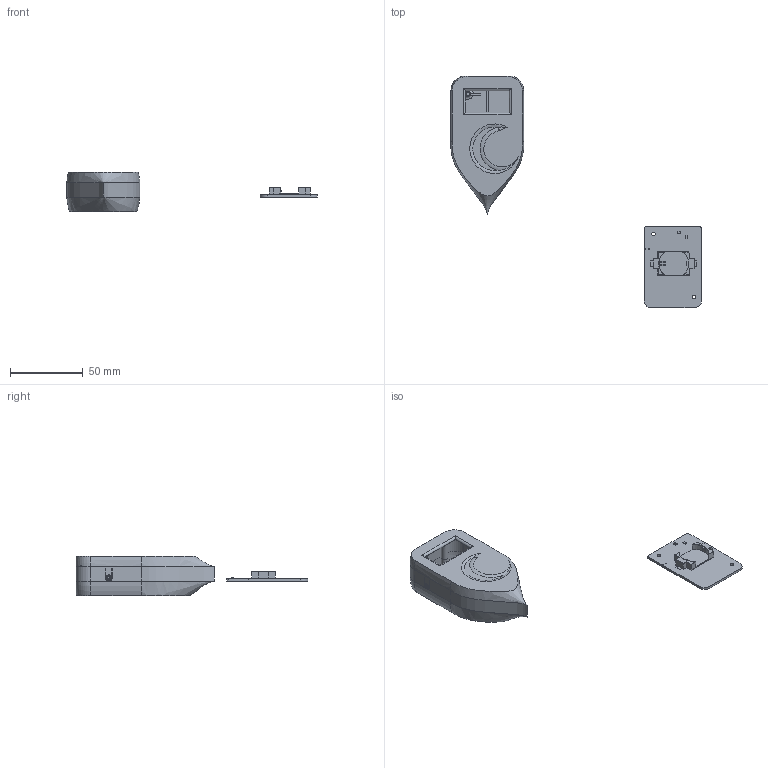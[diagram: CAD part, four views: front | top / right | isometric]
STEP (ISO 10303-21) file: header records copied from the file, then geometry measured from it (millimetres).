
FILE_DESCRIPTION(/* description */ ('','CAx-IF Rec.Pracs.---Representation and Presentation of Product Manufacturing Information (PMI)---4.0---2014-10-13'),/* implementation_level */ '2;1');
FILE_NAME(/* name */ 'Enclosure Lab v3.step',/* time_stamp */ '2025-02-25T20:29:56-08:00',/* author */ (''),/* organization */ (''),/* preprocessor_version */ 'ST-DEVELOPER v20',/* originating_system */ 'Autodesk Translation Framework v13.20.0.188',/* authorisation */ '');
FILE_SCHEMA (('AP242_MANAGED_MODEL_BASED_3D_ENGINEERING_MIM_LF { 1 0 10303 442 1 1 4 }'));
Length unit declared in the file: millimetre
Products named in the file (9): Enclosure Lab; lightboard 1; BatteryHolder_Keystone_1060_1x2032; Keystone_1060_1x2032; LED_0805_2012Metric; LED_0805_2012Metric_1; R_0805_2012Metric; R_0805_2012Metric_1; _autosave-lightboard_PCB
Assembly tree (8 placements, depth 4):
  Enclosure Lab
    lightboard 1
      BatteryHolder_Keystone_1060_1x2032
        Keystone_1060_1x2032
      LED_0805_2012Metric
        LED_0805_2012Metric_1
      R_0805_2012Metric
        R_0805_2012Metric_1
      _autosave-lightboard_PCB
Bounding box: 172.62 x 159.46 x 27 mm (x, y, z)
Volume: 40229 mm3; surface area: 33042 mm2
Topology: 10 solids, 10 shells, 350 faces, 880 edges, 567 vertices
Faces by surface type: plane 215, cylinder 110, torus 14, bspline 11
Full cylindrical faces by diameter (mm): 0.75 x2, 2 x1, 2.5 x13, 3 x1, 3.5 x2, 4.5 x6
Entity records: 12574 total; most frequent: CARTESIAN_POINT 3707, ORIENTED_EDGE 1750, DIRECTION 1745, EDGE_CURVE 875, LINE 607, VECTOR 607, AXIS2_PLACEMENT_3D 569, VERTEX_POINT 567
